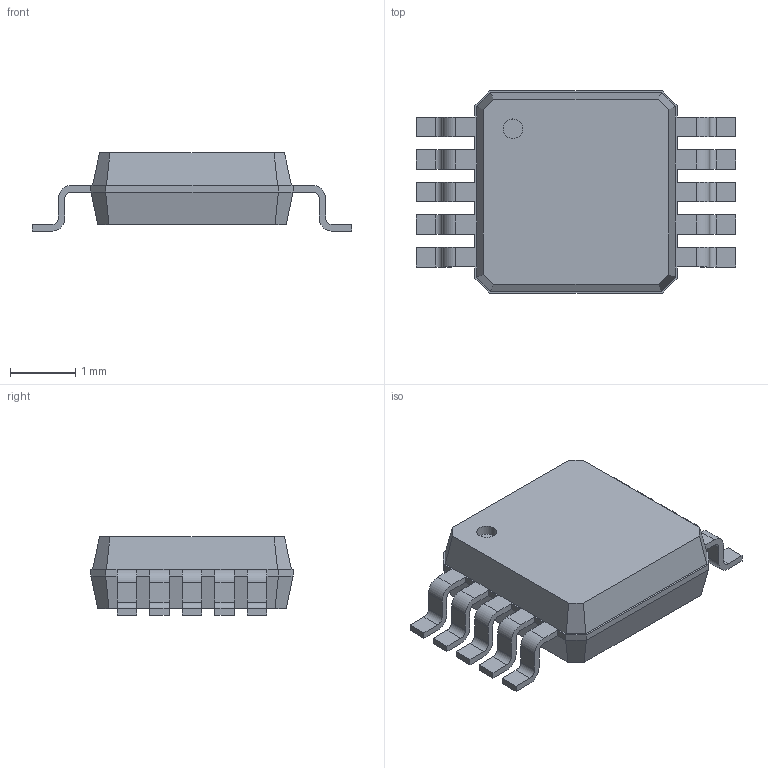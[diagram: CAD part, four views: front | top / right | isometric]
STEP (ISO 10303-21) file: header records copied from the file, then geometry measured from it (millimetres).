
FILE_DESCRIPTION(('FreeCAD Model'),'2;1');
FILE_NAME('tssop_10_31x31_p05.step', '2016-11-29T15:51:16',('Author'),(''), 'Open CASCADE STEP processor 6.8','FreeCAD','Unknown');
FILE_SCHEMA(('AUTOMOTIVE_DESIGN_CC2 { 1 2 10303 214 -1 1 5 4 }'));
Length unit declared in the file: millimetre
Products named in the file (2): ASSEMBLY; tssop_10_31x31_p05
Assembly tree (1 placements, depth 2):
  ASSEMBLY
    tssop_10_31x31_p05
Bounding box: 4.9 x 3.1 x 1.2 mm (x, y, z)
Volume: 10.1 mm3; surface area: 40.6 mm2
Topology: 1 solids, 1 shells, 186 faces, 485 edges, 302 vertices
Faces by surface type: plane 111, cylinder 41, bspline 34
Full cylindrical faces by diameter (mm): 0.3 x1
Entity records: 13299 total; most frequent: CARTESIAN_POINT 2457, DIRECTION 1701, LINE 1187, VECTOR 1187, ORIENTED_EDGE 970, PCURVE 970, DEFINITIONAL_REPRESENTATION 970, EDGE_CURVE 485
